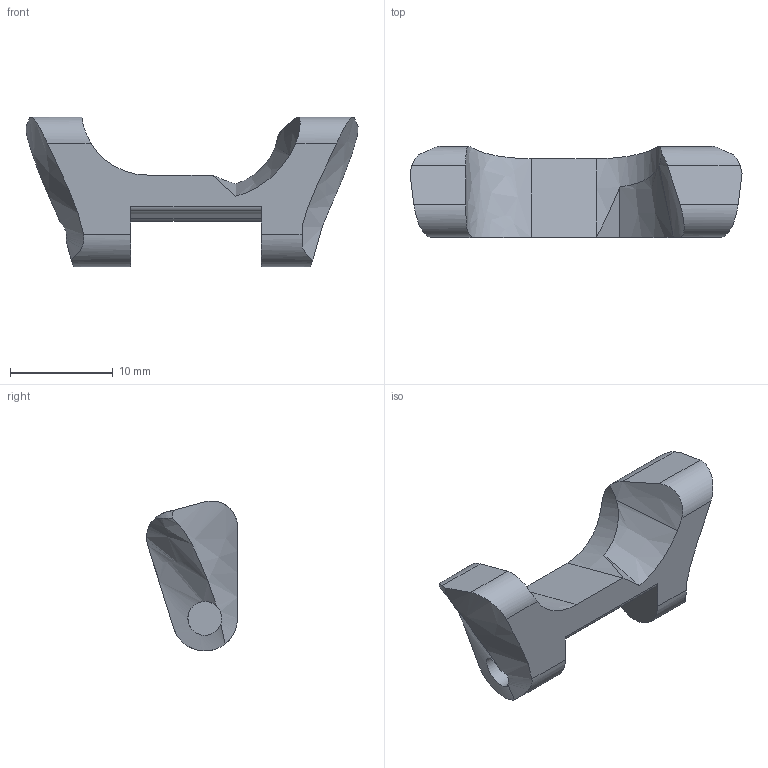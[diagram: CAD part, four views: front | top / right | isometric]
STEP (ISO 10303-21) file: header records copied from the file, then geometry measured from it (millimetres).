
FILE_DESCRIPTION(/* description */ (''),/* implementation_level */ '2;1');
FILE_NAME(/* name */ 'RELEASE_RIGHT[2.0].step',/* time_stamp */ '2021-10-14T19:08:36-04:00',/* author */ (''),/* organization */ (''),/* preprocessor_version */ 'ST-DEVELOPER v18.1',/* originating_system */ 'Autodesk Translation Framework v10.9.0.1377',/* authorisation */ '');
FILE_SCHEMA (('AUTOMOTIVE_DESIGN { 1 0 10303 214 3 1 1 }'));
Length unit declared in the file: inch
Products named in the file (1): FusionComponent
Bounding box: 32.33 x 8.85 x 14.6 mm (x, y, z)
Volume: 1341.1 mm3; surface area: 1148.3 mm2
Topology: 1 solids, 1 shells, 31 faces, 92 edges, 62 vertices
Faces by surface type: bspline 11, plane 10, cylinder 10
Full cylindrical faces by diameter (mm): 3.302 x1
Entity records: 1699 total; most frequent: CARTESIAN_POINT 930, ORIENTED_EDGE 184, DIRECTION 106, EDGE_CURVE 92, VERTEX_POINT 62, B_SPLINE_CURVE_WITH_KNOTS 43, AXIS2_PLACEMENT_3D 36, LINE 34
